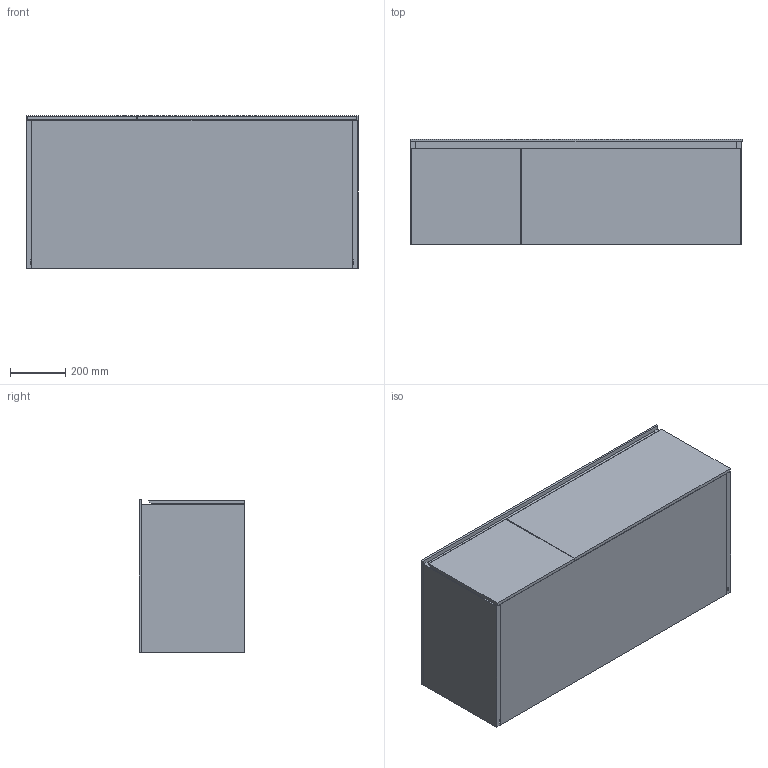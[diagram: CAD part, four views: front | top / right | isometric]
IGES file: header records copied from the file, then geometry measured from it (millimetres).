
Start section: SolidWorks IGES file using analytic representation for surfaces
Global section: file name: WP 1200375-2AUSAERR-A.IGS; native system: SolidWorks 2020; preprocessor: SolidWorks 2020; author: m.jentzsch; date: 210608.090132; units: millimetre
Bounding box: 1200 x 382 x 550 mm (x, y, z)
Surface area: 7363189.3 mm2 (no closed solid volume)
Topology: 0 solids, 0 shells, 254 faces, 2448 edges, 2446 vertices
Faces by surface type: bspline 210, revolution 44
